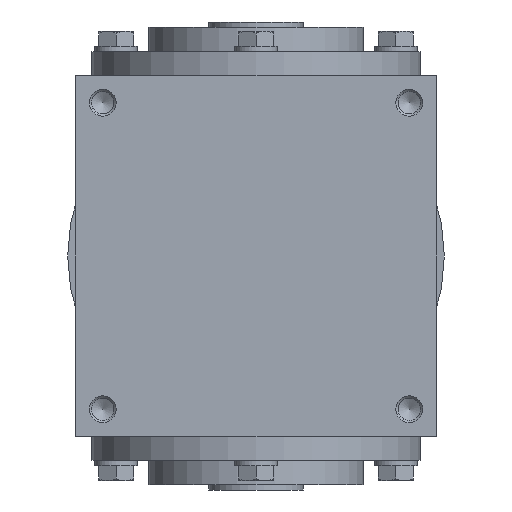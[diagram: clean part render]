
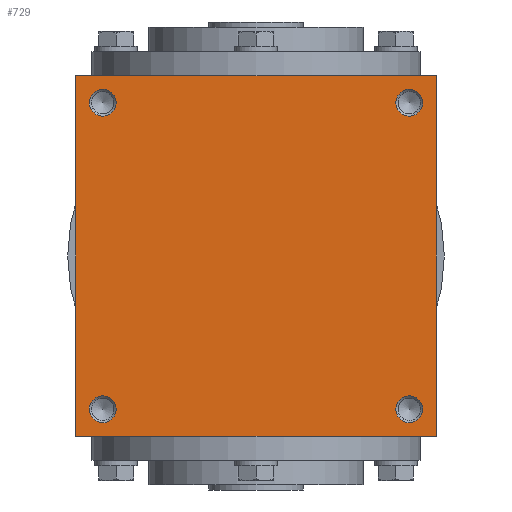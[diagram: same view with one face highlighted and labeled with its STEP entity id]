
A CAD part, left-side view. The second image highlights one B-rep face of the part: STEP entity #729.
In plain terms, the highlighted face is planar.
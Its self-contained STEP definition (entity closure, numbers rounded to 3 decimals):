
#729 = ADVANCED_FACE( '', ( #1518, #1519, #1520, #1521, #1522 ), #1523, .F. );
#1518 = FACE_BOUND( '', #2338, .T. );
#1519 = FACE_BOUND( '', #2339, .T. );
#1520 = FACE_BOUND( '', #2340, .T. );
#1521 = FACE_BOUND( '', #2341, .T. );
#1522 = FACE_OUTER_BOUND( '', #2342, .T. );
#1523 = PLANE( '', #2343 );
#2338 = EDGE_LOOP( '', ( #3847 ) );
#2339 = EDGE_LOOP( '', ( #3848 ) );
#2340 = EDGE_LOOP( '', ( #3849 ) );
#2341 = EDGE_LOOP( '', ( #3850 ) );
#2342 = EDGE_LOOP( '', ( #3851, #3852, #3853, #3854 ) );
#2343 = AXIS2_PLACEMENT_3D( '', #3855, #3856, #3857 );
#3847 = ORIENTED_EDGE( '', *, *, #4388, .F. );
#3848 = ORIENTED_EDGE( '', *, *, #4610, .T. );
#3849 = ORIENTED_EDGE( '', *, *, #4339, .F. );
#3850 = ORIENTED_EDGE( '', *, *, #4289, .T. );
#3851 = ORIENTED_EDGE( '', *, *, #4842, .F. );
#3852 = ORIENTED_EDGE( '', *, *, #4685, .F. );
#3853 = ORIENTED_EDGE( '', *, *, #4513, .F. );
#3854 = ORIENTED_EDGE( '', *, *, #4846, .F. );
#3855 = CARTESIAN_POINT( '', ( 0., 0., -67. ) );
#3856 = DIRECTION( '', ( 0., 0., 1. ) );
#3857 = DIRECTION( '', ( 1., 0., 0. ) );
#4289 = EDGE_CURVE( '', #4959, #4959, #4960, .T. );
#4339 = EDGE_CURVE( '', #5042, #5042, #5043, .T. );
#4388 = EDGE_CURVE( '', #5128, #5128, #5129, .T. );
#4513 = EDGE_CURVE( '', #5333, #5334, #5335, .T. );
#4610 = EDGE_CURVE( '', #5473, #5473, #5474, .T. );
#4685 = EDGE_CURVE( '', #5334, #5586, #5587, .T. );
#4842 = EDGE_CURVE( '', #5586, #5798, #5799, .T. );
#4846 = EDGE_CURVE( '', #5798, #5333, #5804, .T. );
#4959 = VERTEX_POINT( '', #5922 );
#4960 = CIRCLE( '', #5923, 5. );
#5042 = VERTEX_POINT( '', #6025 );
#5043 = CIRCLE( '', #6026, 5. );
#5128 = VERTEX_POINT( '', #6133 );
#5129 = CIRCLE( '', #6134, 5. );
#5333 = VERTEX_POINT( '', #6419 );
#5334 = VERTEX_POINT( '', #6420 );
#5335 = LINE( '', #6421, #6422 );
#5473 = VERTEX_POINT( '', #6600 );
#5474 = CIRCLE( '', #6601, 5. );
#5586 = VERTEX_POINT( '', #6760 );
#5587 = LINE( '', #6761, #6762 );
#5798 = VERTEX_POINT( '', #7003 );
#5799 = LINE( '', #7004, #7005 );
#5804 = LINE( '', #7011, #7012 );
#5922 = CARTESIAN_POINT( '', ( 62., -57., -67. ) );
#5923 = AXIS2_PLACEMENT_3D( '', #7155, #7156, #7157 );
#6025 = CARTESIAN_POINT( '', ( -62., -57., -67. ) );
#6026 = AXIS2_PLACEMENT_3D( '', #7234, #7235, #7236 );
#6133 = CARTESIAN_POINT( '', ( -62., 57., -67. ) );
#6134 = AXIS2_PLACEMENT_3D( '', #7321, #7322, #7323 );
#6419 = CARTESIAN_POINT( '', ( 67., -67., -67. ) );
#6420 = CARTESIAN_POINT( '', ( 67., 67., -67. ) );
#6421 = CARTESIAN_POINT( '', ( 67., -67., -67. ) );
#6422 = VECTOR( '', #7517, 1000. );
#6600 = CARTESIAN_POINT( '', ( 62., 57., -67. ) );
#6601 = AXIS2_PLACEMENT_3D( '', #7672, #7673, #7674 );
#6760 = CARTESIAN_POINT( '', ( -67., 67., -67. ) );
#6761 = CARTESIAN_POINT( '', ( 67., 67., -67. ) );
#6762 = VECTOR( '', #7770, 1000. );
#7003 = CARTESIAN_POINT( '', ( -67., -67., -67. ) );
#7004 = CARTESIAN_POINT( '', ( -67., 67., -67. ) );
#7005 = VECTOR( '', #8018, 1000. );
#7011 = CARTESIAN_POINT( '', ( -67., -67., -67. ) );
#7012 = VECTOR( '', #8023, 1000. );
#7155 = CARTESIAN_POINT( '', ( 57., -57., -67. ) );
#7156 = DIRECTION( '', ( 0., 0., 1. ) );
#7157 = DIRECTION( '', ( 1., 0., 0. ) );
#7234 = CARTESIAN_POINT( '', ( -57., -57., -67. ) );
#7235 = DIRECTION( '', ( 0., 0., -1. ) );
#7236 = DIRECTION( '', ( -1., 0., 0. ) );
#7321 = CARTESIAN_POINT( '', ( -57., 57., -67. ) );
#7322 = DIRECTION( '', ( 0., 0., -1. ) );
#7323 = DIRECTION( '', ( -1., 0., 0. ) );
#7517 = DIRECTION( '', ( 0., 1., 0. ) );
#7672 = CARTESIAN_POINT( '', ( 57., 57., -67. ) );
#7673 = DIRECTION( '', ( 0., 0., 1. ) );
#7674 = DIRECTION( '', ( 1., 0., 0. ) );
#7770 = DIRECTION( '', ( -1., 0., 0. ) );
#8018 = DIRECTION( '', ( 0., -1., 0. ) );
#8023 = DIRECTION( '', ( 1., 0., 0. ) );
